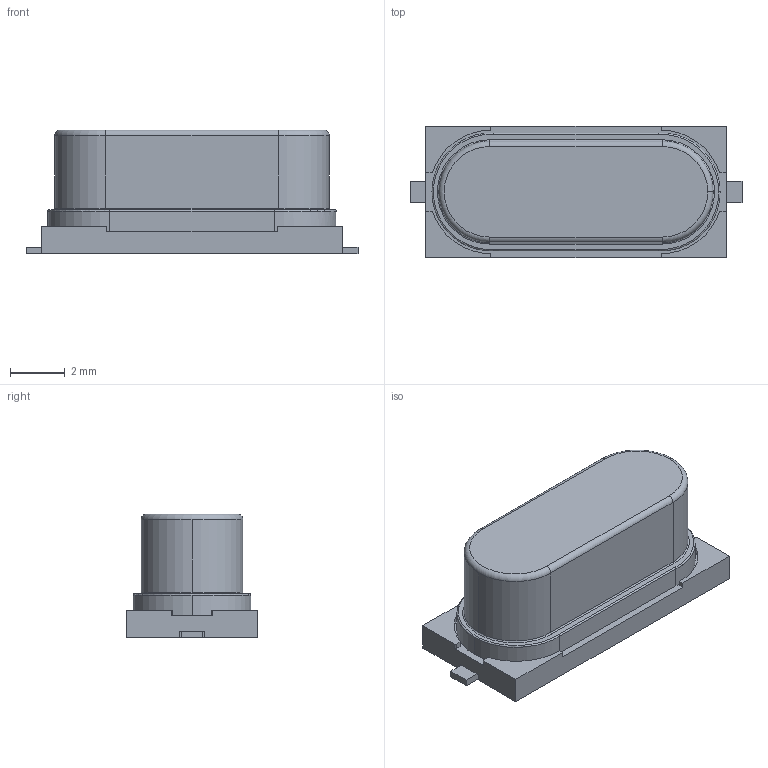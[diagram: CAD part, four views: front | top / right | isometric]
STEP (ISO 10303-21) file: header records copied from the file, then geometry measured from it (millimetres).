
FILE_DESCRIPTION (( 'STEP AP214' ), '1' );
FILE_NAME ('HC-49S_L11.0-W4.8-LS12.1.STEP', '2021-09-23T03:01:35', ( 'PC' ), ( 'Microsoft' ), 'SwSTEP 2.0', 'SolidWorks 2018', '' );
FILE_SCHEMA (( 'AUTOMOTIVE_DESIGN' ));
Length unit declared in the file: millimetre
Products named in the file (2): HC-49S_L11.0-W4.8-LS12.1
Bounding box: 12.1 x 4.8 x 4.51 mm (x, y, z)
Volume: 174.9 mm3; surface area: 234.3 mm2
Topology: 1 solids, 1 shells, 136 faces, 359 edges, 234 vertices
Faces by surface type: plane 89, cylinder 24, bspline 14, torus 9
Entity records: 6463 total; most frequent: CARTESIAN_POINT 1601, ORIENTED_EDGE 718, DIRECTION 634, EDGE_CURVE 359, LINE 268, VECTOR 268, VERTEX_POINT 234, AXIS2_PLACEMENT_3D 183
